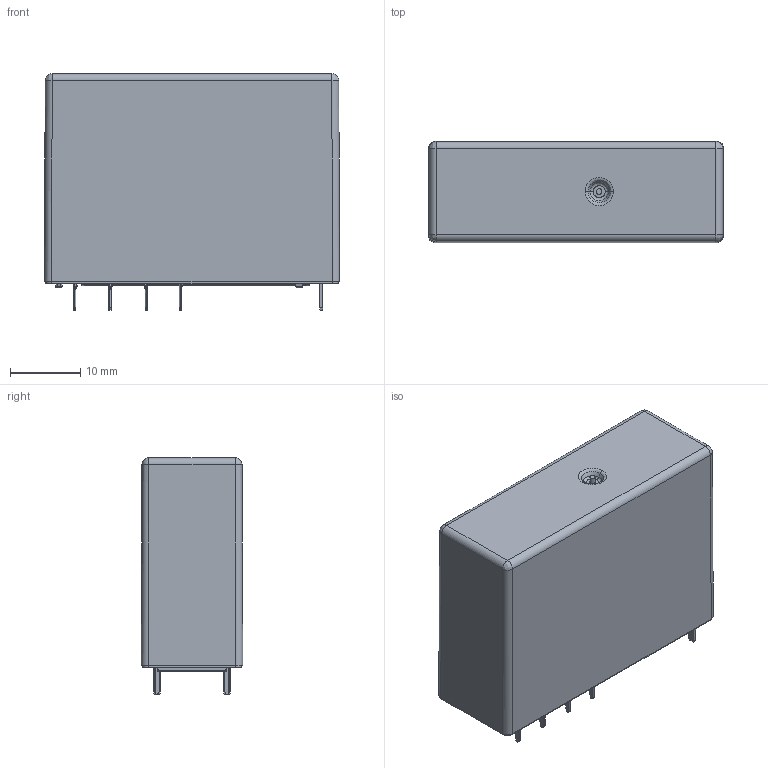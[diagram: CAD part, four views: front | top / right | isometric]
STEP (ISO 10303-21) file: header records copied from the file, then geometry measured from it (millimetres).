
FILE_DESCRIPTION (( 'STEP AP214' ), '1' );
FILE_NAME ('OA5611-48-24.step', '2018-03-21T14:06:45', ( '' ), ( '' ), 'SwSTEP 2.0', 'SolidWorks 2017', '' );
FILE_SCHEMA (( 'AUTOMOTIVE_DESIGN' ));
Length unit declared in the file: inch
Products named in the file (1): OA5611-48-24
Bounding box: 42 x 14.45 x 33.7 mm (x, y, z)
Volume: 17987.8 mm3; surface area: 4590.3 mm2
Topology: 1 solids, 1 shells, 303 faces, 762 edges, 472 vertices
Faces by surface type: plane 173, cylinder 96, bspline 32, cone 2
Entity records: 11836 total; most frequent: CARTESIAN_POINT 2750, ORIENTED_EDGE 1516, DIRECTION 1374, EDGE_CURVE 758, LINE 510, VECTOR 510, VERTEX_POINT 472, AXIS2_PLACEMENT_3D 432
